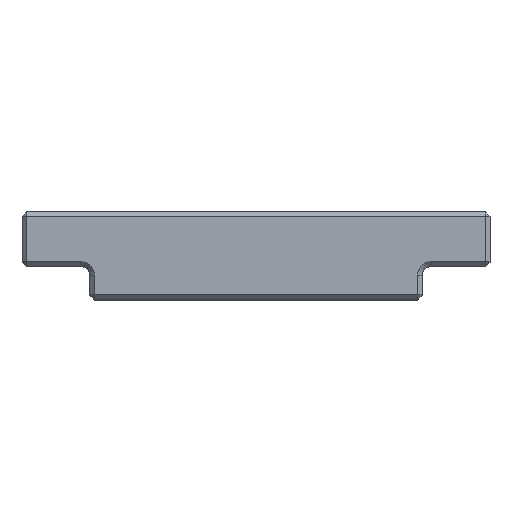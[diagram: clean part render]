
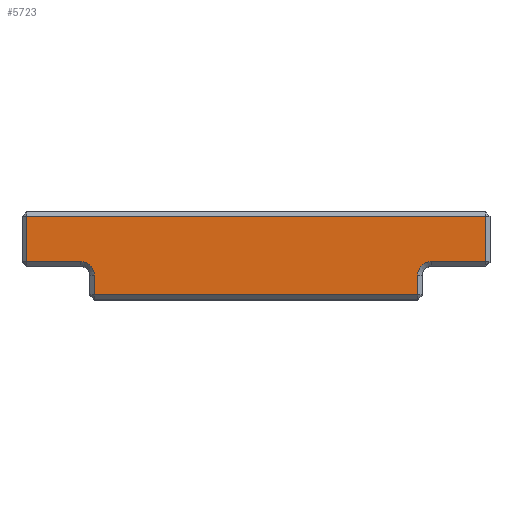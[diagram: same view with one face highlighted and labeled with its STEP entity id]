
A CAD part, top view. The second image highlights one B-rep face of the part: STEP entity #5723.
In plain terms, the highlighted planar face has unit normal (0, 0, 1).
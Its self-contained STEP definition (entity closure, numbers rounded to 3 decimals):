
#69 = CARTESIAN_POINT ( 'NONE',  ( -17.9, -3.2, 21.5 ) ) ;
#147 = VECTOR ( 'NONE', #3244, 1000. ) ;
#177 = CIRCLE ( 'NONE', #2050, 1.5 ) ;
#269 = DIRECTION ( 'NONE',  ( 0., -1., 0. ) ) ;
#416 = LINE ( 'NONE', #6749, #1012 ) ;
#439 = DIRECTION ( 'NONE',  ( -1., 0., 0. ) ) ;
#546 = PLANE ( 'NONE',  #2770 ) ;
#629 = VERTEX_POINT ( 'NONE', #3561 ) ;
#925 = LINE ( 'NONE', #2013, #147 ) ;
#965 = VECTOR ( 'NONE', #269, 1000. ) ;
#966 = EDGE_CURVE ( 'NONE', #7029, #2688, #7703, .T. ) ;
#1004 = VERTEX_POINT ( 'NONE', #7177 ) ;
#1012 = VECTOR ( 'NONE', #6181, 1000. ) ;
#1048 = EDGE_LOOP ( 'NONE', ( #7293, #5772, #5787, #2757, #3965, #3135, #2546, #4832, #4891, #3431 ) ) ;
#1153 = LINE ( 'NONE', #5592, #4303 ) ;
#1227 = FACE_OUTER_BOUND ( 'NONE', #1048, .T. ) ;
#1290 = DIRECTION ( 'NONE',  ( 0., 1., 0. ) ) ;
#1458 = EDGE_CURVE ( 'NONE', #4379, #1004, #3611, .T. ) ;
#1570 = AXIS2_PLACEMENT_3D ( 'NONE', #4117, #6507, #5992 ) ;
#1893 = CARTESIAN_POINT ( 'NONE',  ( -25.9, 5.5, 21.5 ) ) ;
#2013 = CARTESIAN_POINT ( 'NONE',  ( -25.9, -3.2, 21.5 ) ) ;
#2028 = LINE ( 'NONE', #1893, #2206 ) ;
#2050 = AXIS2_PLACEMENT_3D ( 'NONE', #4681, #5975, #7847 ) ;
#2206 = VECTOR ( 'NONE', #3055, 1000. ) ;
#2310 = VERTEX_POINT ( 'NONE', #4207 ) ;
#2546 = ORIENTED_EDGE ( 'NONE', *, *, #3020, .T. ) ;
#2688 = VERTEX_POINT ( 'NONE', #2792 ) ;
#2729 = CARTESIAN_POINT ( 'NONE',  ( -17.9, -1., 21.5 ) ) ;
#2746 = LINE ( 'NONE', #7636, #6123 ) ;
#2757 = ORIENTED_EDGE ( 'NONE', *, *, #966, .T. ) ;
#2770 = AXIS2_PLACEMENT_3D ( 'NONE', #4223, #5467, #439 ) ;
#2792 = CARTESIAN_POINT ( 'NONE',  ( 19.4, 0.5, 21.5 ) ) ;
#3020 = EDGE_CURVE ( 'NONE', #1004, #3183, #2028, .T. ) ;
#3055 = DIRECTION ( 'NONE',  ( -1., 0., 0. ) ) ;
#3078 = LINE ( 'NONE', #5159, #4310 ) ;
#3135 = ORIENTED_EDGE ( 'NONE', *, *, #1458, .T. ) ;
#3183 = VERTEX_POINT ( 'NONE', #5860 ) ;
#3244 = DIRECTION ( 'NONE',  ( 1., 0., 0. ) ) ;
#3306 = DIRECTION ( 'NONE',  ( 0., 1., 0. ) ) ;
#3431 = ORIENTED_EDGE ( 'NONE', *, *, #4150, .T. ) ;
#3561 = CARTESIAN_POINT ( 'NONE',  ( -25.4, 0.5, 21.5 ) ) ;
#3611 = LINE ( 'NONE', #6371, #6030 ) ;
#3640 = EDGE_CURVE ( 'NONE', #3183, #629, #4499, .T. ) ;
#3728 = EDGE_CURVE ( 'NONE', #629, #4757, #3078, .T. ) ;
#3965 = ORIENTED_EDGE ( 'NONE', *, *, #7439, .T. ) ;
#4117 = CARTESIAN_POINT ( 'NONE',  ( 19.4, -1., 21.5 ) ) ;
#4150 = EDGE_CURVE ( 'NONE', #4757, #4542, #177, .T. ) ;
#4207 = CARTESIAN_POINT ( 'NONE',  ( 17.9, -3.2, 21.5 ) ) ;
#4223 = CARTESIAN_POINT ( 'NONE',  ( -25.9, 6., 21.5 ) ) ;
#4303 = VECTOR ( 'NONE', #1290, 1000. ) ;
#4310 = VECTOR ( 'NONE', #5841, 1000. ) ;
#4379 = VERTEX_POINT ( 'NONE', #7487 ) ;
#4466 = CARTESIAN_POINT ( 'NONE',  ( -25.4, 6., 21.5 ) ) ;
#4499 = LINE ( 'NONE', #4466, #965 ) ;
#4542 = VERTEX_POINT ( 'NONE', #2729 ) ;
#4619 = DIRECTION ( 'NONE',  ( 1., 0., 0. ) ) ;
#4681 = CARTESIAN_POINT ( 'NONE',  ( -19.4, -1., 21.5 ) ) ;
#4757 = VERTEX_POINT ( 'NONE', #6702 ) ;
#4832 = ORIENTED_EDGE ( 'NONE', *, *, #3640, .T. ) ;
#4879 = CARTESIAN_POINT ( 'NONE',  ( 17.9, -1., 21.5 ) ) ;
#4891 = ORIENTED_EDGE ( 'NONE', *, *, #3728, .T. ) ;
#5159 = CARTESIAN_POINT ( 'NONE',  ( -19.4, 0.5, 21.5 ) ) ;
#5467 = DIRECTION ( 'NONE',  ( 0., 0., -1. ) ) ;
#5592 = CARTESIAN_POINT ( 'NONE',  ( 17.9, 6., 21.5 ) ) ;
#5723 = ADVANCED_FACE ( 'NONE', ( #1227 ), #546, .F. ) ;
#5772 = ORIENTED_EDGE ( 'NONE', *, *, #7860, .T. ) ;
#5787 = ORIENTED_EDGE ( 'NONE', *, *, #6418, .T. ) ;
#5841 = DIRECTION ( 'NONE',  ( 1., 0., 0. ) ) ;
#5851 = EDGE_CURVE ( 'NONE', #4542, #7799, #416, .T. ) ;
#5860 = CARTESIAN_POINT ( 'NONE',  ( -25.4, 5.5, 21.5 ) ) ;
#5975 = DIRECTION ( 'NONE',  ( 0., 0., -1. ) ) ;
#5992 = DIRECTION ( 'NONE',  ( -1., 0., 0. ) ) ;
#6030 = VECTOR ( 'NONE', #3306, 1000. ) ;
#6123 = VECTOR ( 'NONE', #4619, 1000. ) ;
#6181 = DIRECTION ( 'NONE',  ( 0., -1., 0. ) ) ;
#6371 = CARTESIAN_POINT ( 'NONE',  ( 25.4, 6., 21.5 ) ) ;
#6418 = EDGE_CURVE ( 'NONE', #2310, #7029, #1153, .T. ) ;
#6507 = DIRECTION ( 'NONE',  ( 0., 0., -1. ) ) ;
#6702 = CARTESIAN_POINT ( 'NONE',  ( -19.4, 0.5, 21.5 ) ) ;
#6749 = CARTESIAN_POINT ( 'NONE',  ( -17.9, 6., 21.5 ) ) ;
#7029 = VERTEX_POINT ( 'NONE', #4879 ) ;
#7177 = CARTESIAN_POINT ( 'NONE',  ( 25.4, 5.5, 21.5 ) ) ;
#7293 = ORIENTED_EDGE ( 'NONE', *, *, #5851, .T. ) ;
#7439 = EDGE_CURVE ( 'NONE', #2688, #4379, #2746, .T. ) ;
#7487 = CARTESIAN_POINT ( 'NONE',  ( 25.4, 0.5, 21.5 ) ) ;
#7636 = CARTESIAN_POINT ( 'NONE',  ( 25.9, 0.5, 21.5 ) ) ;
#7703 = CIRCLE ( 'NONE', #1570, 1.5 ) ;
#7799 = VERTEX_POINT ( 'NONE', #69 ) ;
#7847 = DIRECTION ( 'NONE',  ( -1., 0., 0. ) ) ;
#7860 = EDGE_CURVE ( 'NONE', #7799, #2310, #925, .T. ) ;
